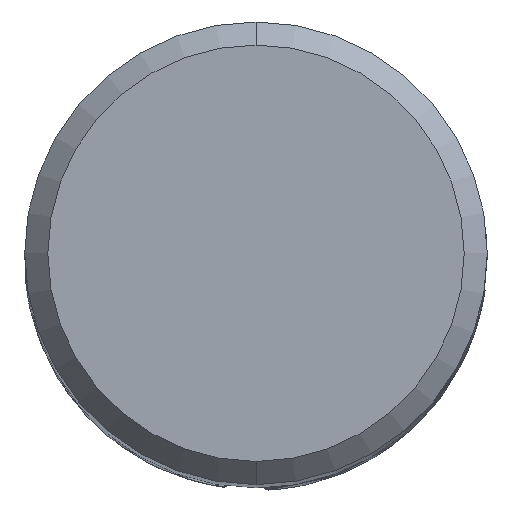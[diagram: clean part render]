
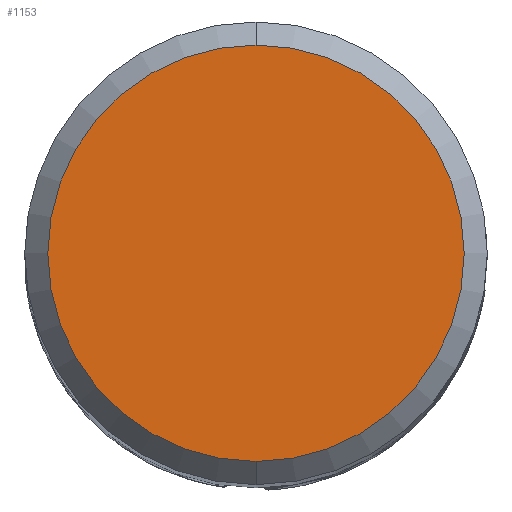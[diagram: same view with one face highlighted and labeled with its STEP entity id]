
A CAD part, top view. The second image highlights one B-rep face of the part: STEP entity #1153.
In plain terms, the highlighted planar face has unit normal (0, 0, 1).
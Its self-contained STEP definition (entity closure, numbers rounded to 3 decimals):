
#797=EDGE_CURVE('',#853,#1357,#1918,.T.);
#853=VERTEX_POINT('',#1982);
#1153=ADVANCED_FACE('',(#2305),#2306,.T.);
#1357=VERTEX_POINT('',#2531);
#1491=EDGE_CURVE('',#1357,#853,#2681,.T.);
#1918=CIRCLE('',#4693,4.5);
#1982=CARTESIAN_POINT('',(0.,-4.5,0.0));
#2305=FACE_OUTER_BOUND('',#7437,.T.);
#2306=PLANE('',#7438);
#2531=CARTESIAN_POINT('',(0.0,4.5,0.0));
#2681=CIRCLE('',#9939,4.5);
#4693=AXIS2_PLACEMENT_3D('',#11465,#11466,#11467);
#7437=EDGE_LOOP('',(#11846,#11847));
#7438=AXIS2_PLACEMENT_3D('',#11848,#11849,#11850);
#9939=AXIS2_PLACEMENT_3D('',#12259,#12260,#12261);
#11465=CARTESIAN_POINT('',(0.0,0.0,0.0));
#11466=DIRECTION('',(0.0,0.0,-1.0));
#11467=DIRECTION('',(0.0,1.0,0.0));
#11846=ORIENTED_EDGE('',*,*,#1491,.F.);
#11847=ORIENTED_EDGE('',*,*,#797,.F.);
#11848=CARTESIAN_POINT('',(0.0,2.25,0.0));
#11849=DIRECTION('',(-0.0,0.0,1.0));
#11850=DIRECTION('',(0.0,-1.0,0.0));
#12259=CARTESIAN_POINT('',(0.0,0.0,0.0));
#12260=DIRECTION('',(0.0,0.0,-1.0));
#12261=DIRECTION('',(0.0,1.0,0.0));
